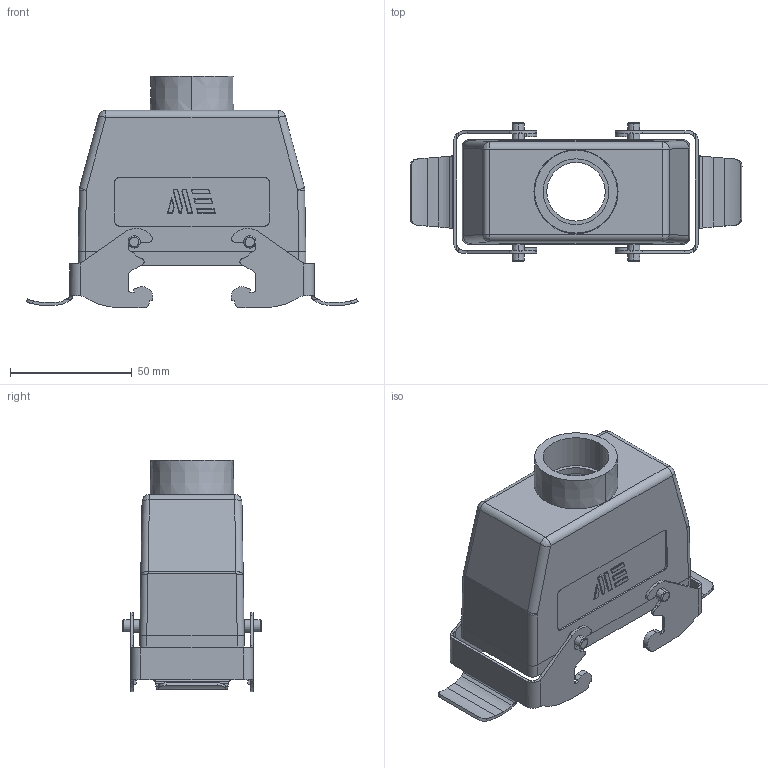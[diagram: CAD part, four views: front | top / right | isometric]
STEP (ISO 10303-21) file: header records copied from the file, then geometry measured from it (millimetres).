
FILE_DESCRIPTION (( 'STEP AP203' ), '1' );
FILE_NAME ('291602905S.step', '2025-02-12T17:52:45', ( '' ), ( '' ), 'SwSTEP 2.0', 'SolidWorks 2024', '' );
FILE_SCHEMA (( 'CONFIG_CONTROL_DESIGN' ));
Length unit declared in the file: inch
Products named in the file (1): 291602905S
Bounding box: 136.3 x 57 x 95 mm (x, y, z)
Volume: 77380.1 mm3; surface area: 50733.1 mm2
Topology: 1 solids, 1 shells, 561 faces, 1476 edges, 946 vertices
Faces by surface type: cylinder 254, plane 245, bspline 40, cone 22
Entity records: 19325 total; most frequent: CARTESIAN_POINT 5998, ORIENTED_EDGE 2952, DIRECTION 2506, EDGE_CURVE 1476, VERTEX_POINT 946, LINE 888, VECTOR 888, AXIS2_PLACEMENT_3D 809
